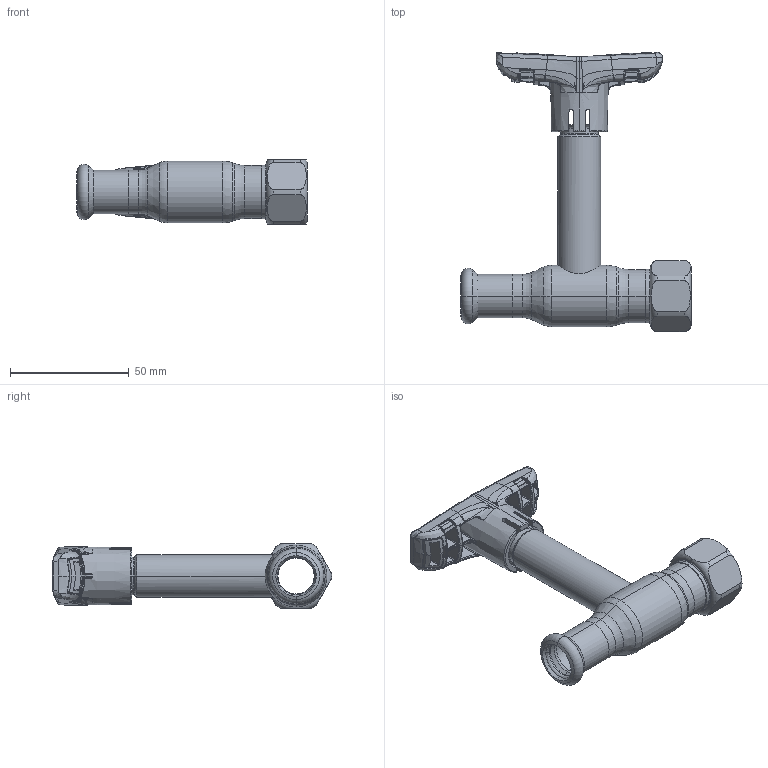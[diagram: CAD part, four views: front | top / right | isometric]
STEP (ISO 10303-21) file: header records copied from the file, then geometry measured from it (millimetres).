
FILE_DESCRIPTION (( 'STEP AP214' ), '1' );
FILE_NAME ('1010001011-1400.step', '2024-01-16T10:03:38', ( '' ), ( '' ), 'SwSTEP 2.0', 'SolidWorks 2021', '' );
FILE_SCHEMA (( 'AUTOMOTIVE_DESIGN' ));
Length unit declared in the file: millimetre
Products named in the file (1): 1010001011-1400
Bounding box: 97.2 x 117.78 x 27 mm (x, y, z)
Surface area: 22758.9 mm2 (no closed solid volume)
Topology: 0 solids, 7 shells, 722 faces, 2109 edges, 1317 vertices
Faces by surface type: bspline 560, plane 55, cylinder 40, cone 27, torus 27, sphere 13
Entity records: 55484 total; most frequent: CARTESIAN_POINT 33443, ORIENTED_EDGE 3703, EDGE_CURVE 2105, DIRECTION 1480, B_SPLINE_CURVE_WITH_KNOTS 1442, VERTEX_POINT 1317, EDGE_LOOP 730, UNCERTAINTY_MEASURE_WITH_UNIT 724
